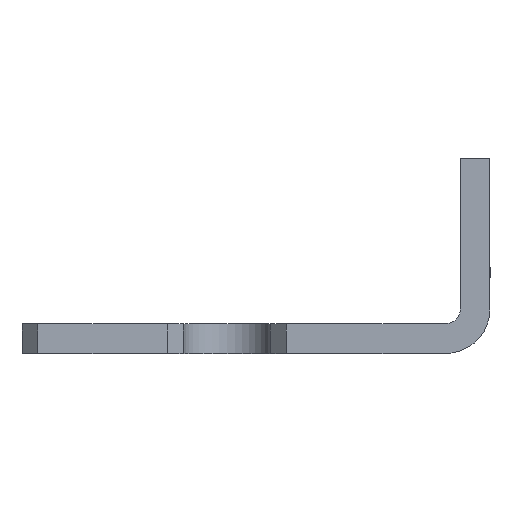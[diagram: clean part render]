
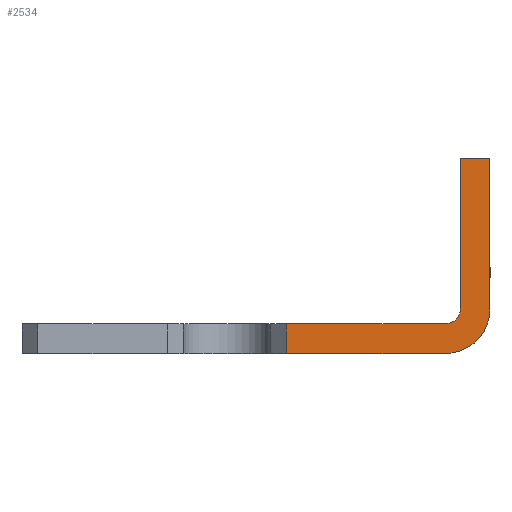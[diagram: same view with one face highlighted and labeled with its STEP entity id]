
A CAD part, left-side view. The second image highlights one B-rep face of the part: STEP entity #2534.
In plain terms, the highlighted planar face has unit normal (-1, 0, 0).
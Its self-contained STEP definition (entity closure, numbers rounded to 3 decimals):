
#21=PLANE('',#2705);
#120=LINE('',#3774,#331);
#121=LINE('',#3777,#332);
#122=LINE('',#3779,#333);
#123=LINE('',#3783,#334);
#124=LINE('',#3785,#335);
#125=LINE('',#3787,#336);
#331=VECTOR('',#3028,1000.);
#332=VECTOR('',#3029,1000.);
#333=VECTOR('',#3030,1000.);
#334=VECTOR('',#3033,1000.);
#335=VECTOR('',#3034,1000.);
#336=VECTOR('',#3035,1000.);
#564=ORIENTED_EDGE('',*,*,#1234,.F.);
#565=ORIENTED_EDGE('',*,*,#1235,.T.);
#566=ORIENTED_EDGE('',*,*,#1236,.T.);
#567=ORIENTED_EDGE('',*,*,#1237,.T.);
#568=ORIENTED_EDGE('',*,*,#1238,.F.);
#569=ORIENTED_EDGE('',*,*,#1239,.T.);
#570=ORIENTED_EDGE('',*,*,#1240,.T.);
#571=ORIENTED_EDGE('',*,*,#1241,.F.);
#1234=EDGE_CURVE('',#1569,#1570,#120,.T.);
#1235=EDGE_CURVE('',#1569,#1571,#121,.T.);
#1236=EDGE_CURVE('',#1571,#1572,#122,.T.);
#1237=EDGE_CURVE('',#1572,#1573,#1793,.T.);
#1238=EDGE_CURVE('',#1574,#1573,#123,.T.);
#1239=EDGE_CURVE('',#1574,#1575,#124,.T.);
#1240=EDGE_CURVE('',#1575,#1576,#125,.T.);
#1241=EDGE_CURVE('',#1570,#1576,#1794,.T.);
#1569=VERTEX_POINT('',#3775);
#1570=VERTEX_POINT('',#3776);
#1571=VERTEX_POINT('',#3778);
#1572=VERTEX_POINT('',#3780);
#1573=VERTEX_POINT('',#3782);
#1574=VERTEX_POINT('',#3784);
#1575=VERTEX_POINT('',#3786);
#1576=VERTEX_POINT('',#3788);
#1793=CIRCLE('',#2706,3.632);
#1794=CIRCLE('',#2707,1.219);
#1906=EDGE_LOOP('',(#564,#565,#566,#567,#568,#569,#570,#571));
#2189=FACE_BOUND('',#1906,.T.);
#2534=ADVANCED_FACE('',(#2189),#21,.F.);
#2705=AXIS2_PLACEMENT_3D('',#3773,#3026,#3027);
#2706=AXIS2_PLACEMENT_3D('',#3781,#3031,#3032);
#2707=AXIS2_PLACEMENT_3D('',#3789,#3036,#3037);
#3026=DIRECTION('',(1.,0.,0.));
#3027=DIRECTION('',(0.,0.,-1.));
#3028=DIRECTION('',(0.,-1.,0.));
#3029=DIRECTION('',(0.,0.,-1.));
#3030=DIRECTION('',(0.,-1.,0.));
#3031=DIRECTION('',(-1.,0.,0.));
#3032=DIRECTION('',(0.,0.,1.));
#3033=DIRECTION('',(0.,0.,-1.));
#3034=DIRECTION('',(0.,1.,0.));
#3035=DIRECTION('',(0.,0.,-1.));
#3036=DIRECTION('',(-1.,0.,0.));
#3037=DIRECTION('',(0.,-1.,0.));
#3773=CARTESIAN_POINT('',(-222.25,19.05,2.413));
#3774=CARTESIAN_POINT('',(-222.25,19.05,2.413));
#3775=CARTESIAN_POINT('',(-222.25,-2.477,2.413));
#3776=CARTESIAN_POINT('',(-222.25,-15.418,2.413));
#3777=CARTESIAN_POINT('',(-222.25,-2.477,2.413));
#3778=CARTESIAN_POINT('',(-222.25,-2.477,0.));
#3779=CARTESIAN_POINT('',(-222.25,19.05,0.));
#3780=CARTESIAN_POINT('',(-222.25,-15.418,0.));
#3781=CARTESIAN_POINT('',(-222.25,-15.418,3.632));
#3782=CARTESIAN_POINT('',(-222.25,-19.05,3.632));
#3783=CARTESIAN_POINT('',(-222.25,-19.05,2.171));
#3784=CARTESIAN_POINT('',(-222.25,-19.05,15.875));
#3785=CARTESIAN_POINT('',(-222.25,-19.05,15.875));
#3786=CARTESIAN_POINT('',(-222.25,-16.637,15.875));
#3787=CARTESIAN_POINT('',(-222.25,-16.637,2.171));
#3788=CARTESIAN_POINT('',(-222.25,-16.637,3.632));
#3789=CARTESIAN_POINT('',(-222.25,-15.418,3.632));
